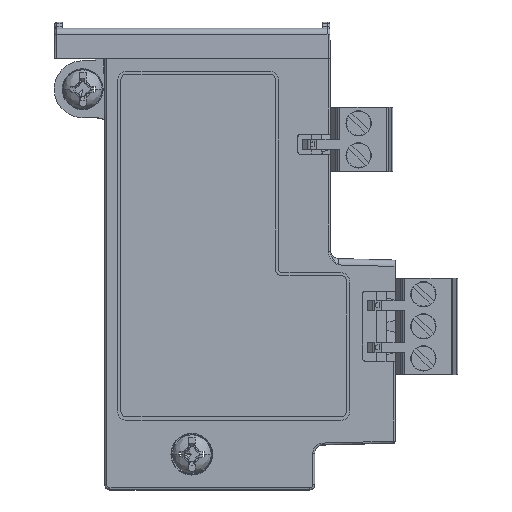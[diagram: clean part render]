
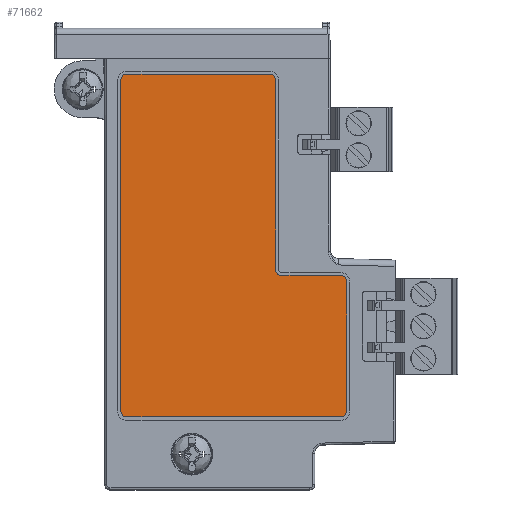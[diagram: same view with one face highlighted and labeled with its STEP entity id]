
A CAD part, top view. The second image highlights one B-rep face of the part: STEP entity #71662.
In plain terms, the highlighted planar face has unit normal (0, 0, 1).
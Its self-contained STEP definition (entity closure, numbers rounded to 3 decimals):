
#71553=CARTESIAN_POINT('',(23.5,27.25,13.427));
#71554=DIRECTION('',(0.,0.,-1.));
#71555=DIRECTION('',(0.,1.,0.));
#71556=AXIS2_PLACEMENT_3D('',#71553,#71554,#71555);
#71558=DIRECTION('',(0.,-1.,0.));
#71559=VECTOR('',#71558,20.35);
#71560=CARTESIAN_POINT('',(24.5,27.25,13.427));
#71561=LINE('',#71560,#71559);
#71562=CARTESIAN_POINT('',(23.5,6.9,13.427));
#71563=DIRECTION('',(0.,0.,-1.));
#71564=DIRECTION('',(1.,0.,0.));
#71565=AXIS2_PLACEMENT_3D('',#71562,#71563,#71564);
#71567=DIRECTION('',(-1.,0.,0.));
#71568=VECTOR('',#71567,33.75);
#71569=CARTESIAN_POINT('',(23.5,5.9,13.427));
#71570=LINE('',#71569,#71568);
#71571=CARTESIAN_POINT('',(-10.25,6.9,13.427));
#71572=DIRECTION('',(0.,0.,-1.));
#71573=DIRECTION('',(0.,-1.,0.));
#71574=AXIS2_PLACEMENT_3D('',#71571,#71572,#71573);
#71576=DIRECTION('',(0.,1.,0.));
#71577=VECTOR('',#71576,52.2);
#71578=CARTESIAN_POINT('',(-11.25,6.9,13.427));
#71579=LINE('',#71578,#71577);
#71580=CARTESIAN_POINT('',(-10.25,59.1,13.427));
#71581=DIRECTION('',(0.,0.,-1.));
#71582=DIRECTION('',(-1.,0.,0.));
#71583=AXIS2_PLACEMENT_3D('',#71580,#71581,#71582);
#71585=DIRECTION('',(1.,0.,0.));
#71586=VECTOR('',#71585,22.5);
#71587=CARTESIAN_POINT('',(-10.25,60.1,13.427));
#71588=LINE('',#71587,#71586);
#71589=CARTESIAN_POINT('',(12.25,59.1,13.427));
#71590=DIRECTION('',(0.,0.,-1.));
#71591=DIRECTION('',(0.,1.,0.));
#71592=AXIS2_PLACEMENT_3D('',#71589,#71590,#71591);
#71594=DIRECTION('',(0.,-1.,0.));
#71595=VECTOR('',#71594,29.85);
#71596=CARTESIAN_POINT('',(13.25,59.1,13.427));
#71597=LINE('',#71596,#71595);
#71598=CARTESIAN_POINT('',(14.25,29.25,13.427));
#71599=DIRECTION('',(0.,0.,1.));
#71600=DIRECTION('',(-1.,0.,0.));
#71601=AXIS2_PLACEMENT_3D('',#71598,#71599,#71600);
#71603=DIRECTION('',(1.,0.,0.));
#71604=VECTOR('',#71603,9.25);
#71605=CARTESIAN_POINT('',(14.25,28.25,13.427));
#71606=LINE('',#71605,#71604);
#71607=CARTESIAN_POINT('',(13.25,59.1,13.427));
#71608=CARTESIAN_POINT('',(12.25,60.1,13.427));
#71609=VERTEX_POINT('',#71607);
#71610=VERTEX_POINT('',#71608);
#71611=CARTESIAN_POINT('',(-10.25,60.1,13.427));
#71612=VERTEX_POINT('',#71611);
#71613=CARTESIAN_POINT('',(-11.25,59.1,13.427));
#71614=VERTEX_POINT('',#71613);
#71615=CARTESIAN_POINT('',(-11.25,6.9,13.427));
#71616=CARTESIAN_POINT('',(-10.25,5.9,13.427));
#71617=VERTEX_POINT('',#71615);
#71618=VERTEX_POINT('',#71616);
#71619=CARTESIAN_POINT('',(13.25,29.25,13.427));
#71620=VERTEX_POINT('',#71619);
#71621=CARTESIAN_POINT('',(14.25,28.25,13.427));
#71622=VERTEX_POINT('',#71621);
#71623=CARTESIAN_POINT('',(24.5,27.25,13.427));
#71624=CARTESIAN_POINT('',(23.5,28.25,13.427));
#71625=VERTEX_POINT('',#71623);
#71626=VERTEX_POINT('',#71624);
#71627=CARTESIAN_POINT('',(24.5,6.9,13.427));
#71628=VERTEX_POINT('',#71627);
#71629=CARTESIAN_POINT('',(23.5,5.9,13.427));
#71630=VERTEX_POINT('',#71629);
#71631=CARTESIAN_POINT('',(1.,33.,13.427));
#71632=DIRECTION('',(0.,0.,1.));
#71633=DIRECTION('',(1.,0.,0.));
#71634=AXIS2_PLACEMENT_3D('',#71631,#71632,#71633);
#71635=PLANE('',#71634);
#71637=ORIENTED_EDGE('',*,*,#71636,.T.);
#71639=ORIENTED_EDGE('',*,*,#71638,.T.);
#71641=ORIENTED_EDGE('',*,*,#71640,.T.);
#71643=ORIENTED_EDGE('',*,*,#71642,.T.);
#71645=ORIENTED_EDGE('',*,*,#71644,.T.);
#71647=ORIENTED_EDGE('',*,*,#71646,.T.);
#71649=ORIENTED_EDGE('',*,*,#71648,.T.);
#71651=ORIENTED_EDGE('',*,*,#71650,.T.);
#71653=ORIENTED_EDGE('',*,*,#71652,.T.);
#71655=ORIENTED_EDGE('',*,*,#71654,.T.);
#71657=ORIENTED_EDGE('',*,*,#71656,.T.);
#71659=ORIENTED_EDGE('',*,*,#71658,.T.);
#71660=EDGE_LOOP('',(#71637,#71639,#71641,#71643,#71645,#71647,#71649,#71651,
#71653,#71655,#71657,#71659));
#71661=FACE_OUTER_BOUND('',#71660,.F.);
#71662=ADVANCED_FACE('',(#71661),#71635,.T.);
#71557=CIRCLE('',#71556,1.);
#71566=CIRCLE('',#71565,1.);
#71575=CIRCLE('',#71574,1.);
#71584=CIRCLE('',#71583,1.);
#71593=CIRCLE('',#71592,1.);
#71602=CIRCLE('',#71601,1.);
#71636=EDGE_CURVE('',#71626,#71625,#71557,.T.);
#71638=EDGE_CURVE('',#71625,#71628,#71561,.T.);
#71640=EDGE_CURVE('',#71628,#71630,#71566,.T.);
#71642=EDGE_CURVE('',#71630,#71618,#71570,.T.);
#71644=EDGE_CURVE('',#71618,#71617,#71575,.T.);
#71646=EDGE_CURVE('',#71617,#71614,#71579,.T.);
#71648=EDGE_CURVE('',#71614,#71612,#71584,.T.);
#71650=EDGE_CURVE('',#71612,#71610,#71588,.T.);
#71652=EDGE_CURVE('',#71610,#71609,#71593,.T.);
#71654=EDGE_CURVE('',#71609,#71620,#71597,.T.);
#71656=EDGE_CURVE('',#71620,#71622,#71602,.T.);
#71658=EDGE_CURVE('',#71622,#71626,#71606,.T.);
